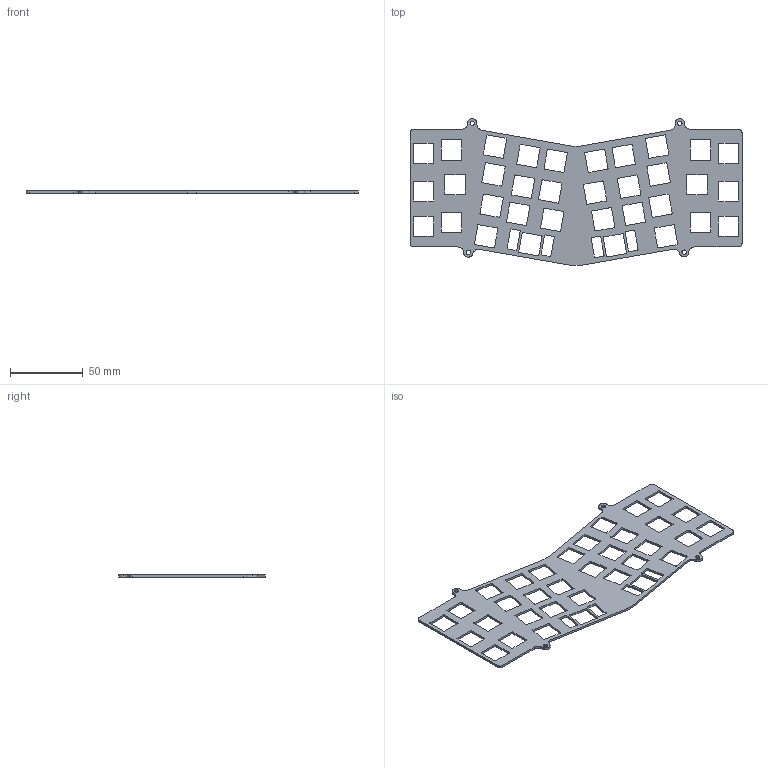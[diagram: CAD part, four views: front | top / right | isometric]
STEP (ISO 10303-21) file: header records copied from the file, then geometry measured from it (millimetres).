
FILE_DESCRIPTION(/* description */ ('','CAx-IF Rec.Pracs.---Representation and Presentation of Product Manufacturing Information (PMI)---4.0---2014-10-13'),/* implementation_level */ '2;1');
FILE_NAME(/* name */ 'Standard plate lobotomy.step',/* time_stamp */ '2025-02-06T20:43:52-08:00',/* author */ (''),/* organization */ (''),/* preprocessor_version */ 'ST-DEVELOPER v20',/* originating_system */ 'Autodesk Translation Framework v13.20.0.188',/* authorisation */ '');
FILE_SCHEMA (('AP242_MANAGED_MODEL_BASED_3D_ENGINEERING_MIM_LF { 1 0 10303 442 1 1 4 }'));
Length unit declared in the file: millimetre
Products named in the file (1): Standard plate
Bounding box: 228.6 x 101.18 x 1.5 mm (x, y, z)
Volume: 17732.6 mm3; surface area: 27730.9 mm2
Topology: 1 solids, 1 shells, 344 faces, 1026 edges, 684 vertices
Faces by surface type: plane 172, cylinder 170, bspline 2
Full cylindrical faces by diameter (mm): 3 x4
Entity records: 11870 total; most frequent: CARTESIAN_POINT 2081, ORIENTED_EDGE 2052, DIRECTION 2048, EDGE_CURVE 1026, VERTEX_POINT 684, AXIS2_PLACEMENT_3D 683, LINE 682, VECTOR 682
